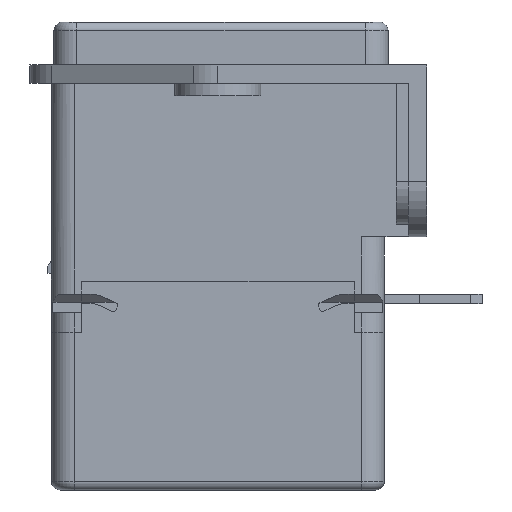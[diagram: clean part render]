
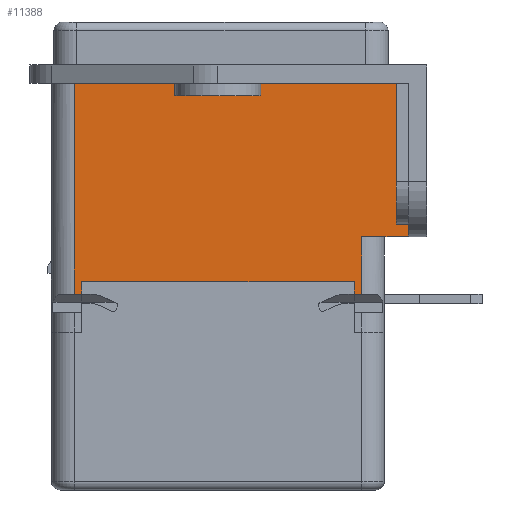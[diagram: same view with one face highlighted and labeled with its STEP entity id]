
A CAD part, left-side view. The second image highlights one B-rep face of the part: STEP entity #11388.
In plain terms, the highlighted planar face has unit normal (-1, 0, 0).
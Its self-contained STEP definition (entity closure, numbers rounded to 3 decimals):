
#171 = CARTESIAN_POINT ( 'NONE',  ( -23.3, 5.3, -3.1 ) ) ;
#1240 = ORIENTED_EDGE ( 'NONE', *, *, #11703, .F. ) ;
#1756 = CARTESIAN_POINT ( 'NONE',  ( -23.3, 0., -2.1 ) ) ;
#2148 = LINE ( 'NONE', #14453, #16435 ) ;
#3261 = VECTOR ( 'NONE', #14701, 1000. ) ;
#3334 = VERTEX_POINT ( 'NONE', #22726 ) ;
#3375 = DIRECTION ( 'NONE',  ( 0., 0., -1. ) ) ;
#3507 = DIRECTION ( 'NONE',  ( -1., 0., 0. ) ) ;
#3640 = CARTESIAN_POINT ( 'NONE',  ( -23.3, 1.5, 14.05 ) ) ;
#4102 = LINE ( 'NONE', #16369, #8356 ) ;
#4126 = CARTESIAN_POINT ( 'NONE',  ( -23.3, 5.9, 0. ) ) ;
#4304 = VERTEX_POINT ( 'NONE', #171 ) ;
#4460 = CARTESIAN_POINT ( 'NONE',  ( -23.3, 28.7, 14.05 ) ) ;
#5026 = ORIENTED_EDGE ( 'NONE', *, *, #18258, .T. ) ;
#5051 = LINE ( 'NONE', #22446, #16166 ) ;
#5577 = DIRECTION ( 'NONE',  ( 0., 0., -1. ) ) ;
#6487 = EDGE_CURVE ( 'NONE', #15650, #10977, #8129, .T. ) ;
#6574 = LINE ( 'NONE', #3640, #12519 ) ;
#6599 = EDGE_CURVE ( 'NONE', #15650, #4304, #12922, .T. ) ;
#6828 = LINE ( 'NONE', #13036, #16522 ) ;
#7022 = VERTEX_POINT ( 'NONE', #20114 ) ;
#7677 = LINE ( 'NONE', #21779, #11346 ) ;
#7805 = VERTEX_POINT ( 'NONE', #19165 ) ;
#7844 = CARTESIAN_POINT ( 'NONE',  ( -23.3, 6.581, -3.1 ) ) ;
#7972 = VERTEX_POINT ( 'NONE', #12076 ) ;
#8045 = EDGE_CURVE ( 'NONE', #7972, #7805, #6574, .T. ) ;
#8129 = LINE ( 'NONE', #4126, #3261 ) ;
#8356 = VECTOR ( 'NONE', #3375, 1000. ) ;
#8633 = VERTEX_POINT ( 'NONE', #12515 ) ;
#8881 = EDGE_CURVE ( 'NONE', #8633, #7805, #5051, .T. ) ;
#9126 = VECTOR ( 'NONE', #15332, 1000. ) ;
#9451 = DIRECTION ( 'NONE',  ( 0., -1., 0. ) ) ;
#9458 = EDGE_LOOP ( 'NONE', ( #10653, #5026, #12627, #19008, #9768, #22969, #22095, #21612, #20977, #1240 ) ) ;
#9768 = ORIENTED_EDGE ( 'NONE', *, *, #6487, .F. ) ;
#9961 = DIRECTION ( 'NONE',  ( 0., -1., 0. ) ) ;
#10062 = CARTESIAN_POINT ( 'NONE',  ( -23.3, 28.1, -3.1 ) ) ;
#10653 = ORIENTED_EDGE ( 'NONE', *, *, #22172, .T. ) ;
#10977 = VERTEX_POINT ( 'NONE', #20379 ) ;
#11346 = VECTOR ( 'NONE', #5577, 1000. ) ;
#11388 = ADVANCED_FACE ( 'NONE', ( #18638 ), #17980, .T. ) ;
#11703 = EDGE_CURVE ( 'NONE', #23076, #7972, #12271, .T. ) ;
#12076 = CARTESIAN_POINT ( 'NONE',  ( -23.3, 1.5, 14.05 ) ) ;
#12184 = EDGE_CURVE ( 'NONE', #8633, #4304, #7677, .T. ) ;
#12271 = LINE ( 'NONE', #19100, #9126 ) ;
#12515 = CARTESIAN_POINT ( 'NONE',  ( -23.3, 5.3, 1.55 ) ) ;
#12519 = VECTOR ( 'NONE', #21587, 1000. ) ;
#12627 = ORIENTED_EDGE ( 'NONE', *, *, #17110, .F. ) ;
#12659 = DIRECTION ( 'NONE',  ( 0., 0., -1. ) ) ;
#12744 = CARTESIAN_POINT ( 'NONE',  ( -23.3, 0., 0. ) ) ;
#12922 = LINE ( 'NONE', #7844, #14089 ) ;
#13036 = CARTESIAN_POINT ( 'NONE',  ( -23.3, 27.419, -3.1 ) ) ;
#13327 = DIRECTION ( 'NONE',  ( 0., -1., 0. ) ) ;
#13607 = VERTEX_POINT ( 'NONE', #10062 ) ;
#14089 = VECTOR ( 'NONE', #13327, 1000. ) ;
#14453 = CARTESIAN_POINT ( 'NONE',  ( -23.3, 28.7, 1.55 ) ) ;
#14558 = AXIS2_PLACEMENT_3D ( 'NONE', #12744, #3507, #12659 ) ;
#14701 = DIRECTION ( 'NONE',  ( 0., 0., 1. ) ) ;
#15332 = DIRECTION ( 'NONE',  ( 0., -1., 0. ) ) ;
#15650 = VERTEX_POINT ( 'NONE', #18178 ) ;
#16166 = VECTOR ( 'NONE', #9961, 1000. ) ;
#16369 = CARTESIAN_POINT ( 'NONE',  ( -23.3, 28.1, 0. ) ) ;
#16435 = VECTOR ( 'NONE', #21651, 1000. ) ;
#16522 = VECTOR ( 'NONE', #9451, 1000. ) ;
#17110 = EDGE_CURVE ( 'NONE', #7022, #13607, #4102, .T. ) ;
#17980 = PLANE ( 'NONE',  #14558 ) ;
#18178 = CARTESIAN_POINT ( 'NONE',  ( -23.3, 5.9, -3.1 ) ) ;
#18258 = EDGE_CURVE ( 'NONE', #3334, #13607, #6828, .T. ) ;
#18638 = FACE_OUTER_BOUND ( 'NONE', #9458, .T. ) ;
#19008 = ORIENTED_EDGE ( 'NONE', *, *, #19052, .F. ) ;
#19052 = EDGE_CURVE ( 'NONE', #10977, #7022, #20484, .T. ) ;
#19100 = CARTESIAN_POINT ( 'NONE',  ( -23.3, 32.3, 14.05 ) ) ;
#19165 = CARTESIAN_POINT ( 'NONE',  ( -23.3, 1.5, 1.55 ) ) ;
#19655 = VECTOR ( 'NONE', #23472, 1000. ) ;
#20114 = CARTESIAN_POINT ( 'NONE',  ( -23.3, 28.1, -2.1 ) ) ;
#20379 = CARTESIAN_POINT ( 'NONE',  ( -23.3, 5.9, -2.1 ) ) ;
#20484 = LINE ( 'NONE', #1756, #19655 ) ;
#20977 = ORIENTED_EDGE ( 'NONE', *, *, #8045, .F. ) ;
#21587 = DIRECTION ( 'NONE',  ( 0., 0., -1. ) ) ;
#21612 = ORIENTED_EDGE ( 'NONE', *, *, #8881, .T. ) ;
#21651 = DIRECTION ( 'NONE',  ( 0., 0., -1. ) ) ;
#21779 = CARTESIAN_POINT ( 'NONE',  ( -23.3, 5.3, 4.166 ) ) ;
#22095 = ORIENTED_EDGE ( 'NONE', *, *, #12184, .F. ) ;
#22172 = EDGE_CURVE ( 'NONE', #23076, #3334, #2148, .T. ) ;
#22446 = CARTESIAN_POINT ( 'NONE',  ( -23.3, 0., 1.55 ) ) ;
#22726 = CARTESIAN_POINT ( 'NONE',  ( -23.3, 28.7, -3.1 ) ) ;
#22969 = ORIENTED_EDGE ( 'NONE', *, *, #6599, .T. ) ;
#23076 = VERTEX_POINT ( 'NONE', #4460 ) ;
#23472 = DIRECTION ( 'NONE',  ( 0., 1., 0. ) ) ;
